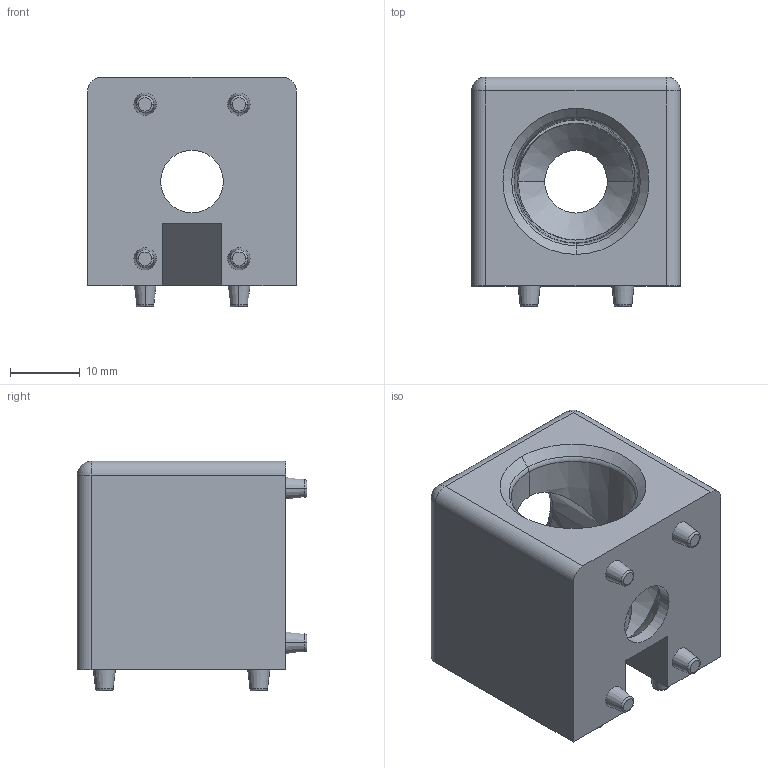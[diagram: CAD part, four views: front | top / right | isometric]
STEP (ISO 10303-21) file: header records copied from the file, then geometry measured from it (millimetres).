
FILE_DESCRIPTION (( 'STEP AP214' ), '1' );
FILE_NAME ('093ww303n08.STEP', '2014-08-21T06:22:20', ( '' ), ( '' ), 'SwSTEP 2.0', 'SolidWorks 2014', '' );
FILE_SCHEMA (( 'AUTOMOTIVE_DESIGN' ));
Length unit declared in the file: millimetre
Products named in the file (2): 093ww303n08r_Standard; 093ww303n08
Assembly tree (1 placements, depth 2):
  093ww303n08
    093ww303n08r_Standard
Bounding box: 30 x 33 x 33 mm (x, y, z)
Volume: 17148.3 mm3; surface area: 6767.1 mm2
Topology: 1 solids, 1 shells, 80 faces, 180 edges, 106 vertices
Faces by surface type: cone 32, torus 20, plane 17, cylinder 9, sphere 2
Entity records: 2474 total; most frequent: CARTESIAN_POINT 566, DIRECTION 438, ORIENTED_EDGE 356, AXIS2_PLACEMENT_3D 188, EDGE_CURVE 178, VERTEX_POINT 106, CIRCLE 104, EDGE_LOOP 92
